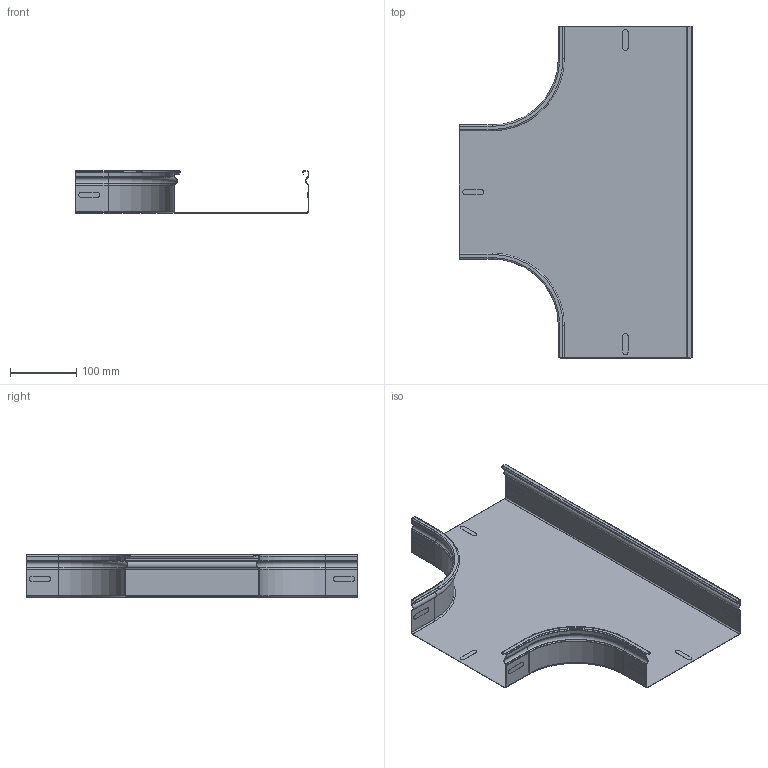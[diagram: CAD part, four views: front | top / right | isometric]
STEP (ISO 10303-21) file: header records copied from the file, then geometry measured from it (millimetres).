
FILE_DESCRIPTION(/* description */ (''),/* implementation_level */ '2;1');
FILE_NAME(/* name */ '480793.stp',/* time_stamp */ '2025-12-05T09:42:06+01:00',/* author */ ('mael.lecharpentier'),/* organization */ (''),/* preprocessor_version */ 'ST-DEVELOPER v20',/* originating_system */ 'AutoCAD Mechanical',/* authorisation */ '');
FILE_SCHEMA (('AUTOMOTIVE_DESIGN { 1 0 10303 214 3 1 1 }'));
Length unit declared in the file: millimetre
Products named in the file (1): Product
Bounding box: 351.9 x 501 x 64.1 mm (x, y, z)
Volume: 128796 mm3; surface area: 434944.1 mm2
Topology: 1 solids, 19 shells, 162 faces, 434 edges, 292 vertices
Faces by surface type: cylinder 68, plane 64, torus 24, cone 6
Entity records: 5145 total; most frequent: DIRECTION 960, CARTESIAN_POINT 889, ORIENTED_EDGE 796, EDGE_CURVE 434, AXIS2_PLACEMENT_3D 363, VERTEX_POINT 292, LINE 234, VECTOR 234
